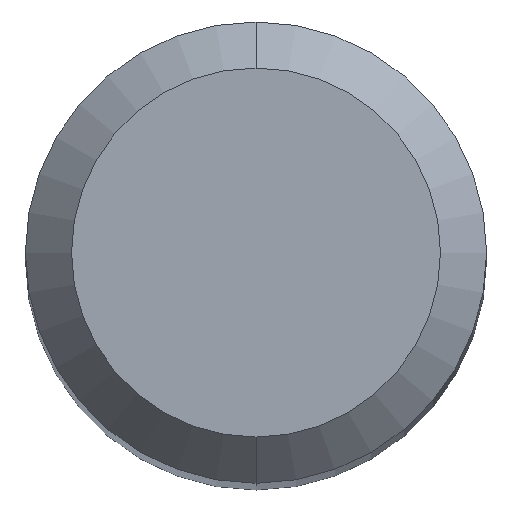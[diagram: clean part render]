
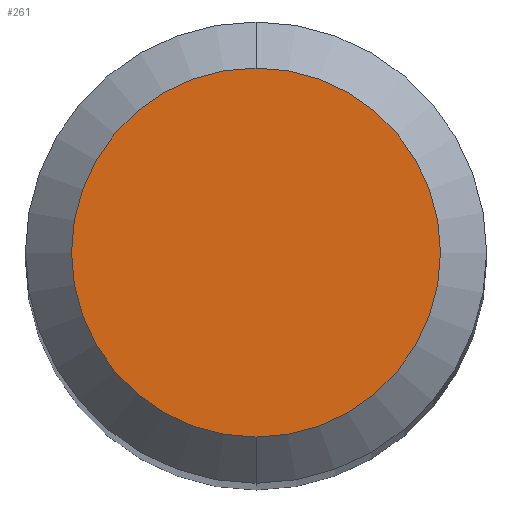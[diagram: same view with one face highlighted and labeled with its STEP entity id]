
A CAD part, top view. The second image highlights one B-rep face of the part: STEP entity #261.
In plain terms, the highlighted planar face has unit normal (0, 0, 1).
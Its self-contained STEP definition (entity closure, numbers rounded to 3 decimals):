
#175=EDGE_CURVE('',#179,#415,#466,.T.);
#179=VERTEX_POINT('',#470);
#261=ADVANCED_FACE('',(#559),#560,.T.);
#325=EDGE_CURVE('',#415,#179,#632,.T.);
#415=VERTEX_POINT('',#730);
#466=CIRCLE('',#785,1.2);
#470=CARTESIAN_POINT('',(0.0,1.2,0.0));
#559=FACE_OUTER_BOUND('',#984,.T.);
#560=PLANE('',#985);
#632=CIRCLE('',#1105,1.2);
#730=CARTESIAN_POINT('',(0.,-1.2,0.0));
#785=AXIS2_PLACEMENT_3D('',#1382,#1383,#1384);
#984=EDGE_LOOP('',(#1479,#1480));
#985=AXIS2_PLACEMENT_3D('',#1481,#1482,#1483);
#1105=AXIS2_PLACEMENT_3D('',#1587,#1588,#1589);
#1382=CARTESIAN_POINT('',(0.0,0.0,0.0));
#1383=DIRECTION('',(0.0,0.0,-1.0));
#1384=DIRECTION('',(0.0,1.0,0.0));
#1479=ORIENTED_EDGE('',*,*,#175,.F.);
#1480=ORIENTED_EDGE('',*,*,#325,.F.);
#1481=CARTESIAN_POINT('',(0.0,0.6,0.0));
#1482=DIRECTION('',(-0.0,0.0,1.0));
#1483=DIRECTION('',(0.0,-1.0,0.0));
#1587=CARTESIAN_POINT('',(0.0,0.0,0.0));
#1588=DIRECTION('',(0.0,0.0,-1.0));
#1589=DIRECTION('',(0.0,1.0,0.0));
